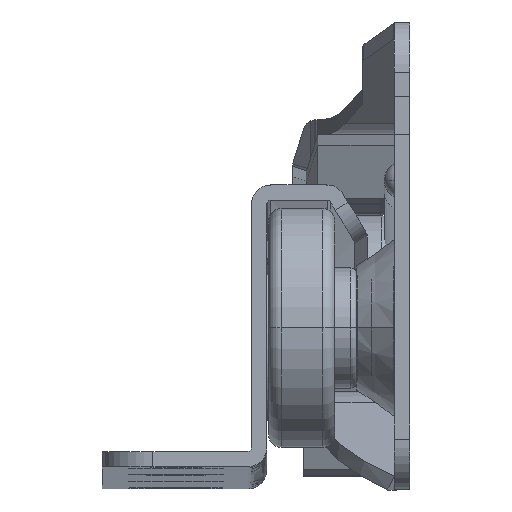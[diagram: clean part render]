
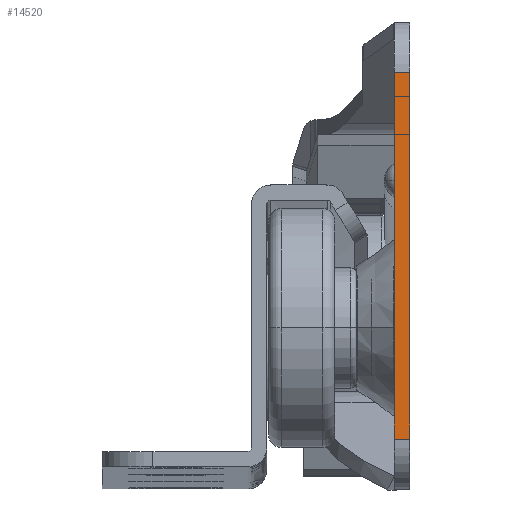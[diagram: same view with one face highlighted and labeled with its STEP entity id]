
A CAD part, top view. The second image highlights one B-rep face of the part: STEP entity #14520.
In plain terms, the highlighted planar face has unit normal (0, 0, 1).
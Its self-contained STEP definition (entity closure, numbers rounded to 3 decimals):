
#850 = CARTESIAN_POINT ( 'NONE',  ( -1.2, -14., 0. ) ) ;
#1083 = CARTESIAN_POINT ( 'NONE',  ( -1.2, 15., 0. ) ) ;
#1497 = EDGE_LOOP ( 'NONE', ( #6830, #12823, #5966, #6235 ) ) ;
#2227 = DIRECTION ( 'NONE',  ( 1., 0., 0. ) ) ;
#3135 = VECTOR ( 'NONE', #6488, 1000. ) ;
#4591 = DIRECTION ( 'NONE',  ( 0., 0., 1. ) ) ;
#5279 = VECTOR ( 'NONE', #2227, 1000. ) ;
#5805 = FACE_OUTER_BOUND ( 'NONE', #1497, .T. ) ;
#5966 = ORIENTED_EDGE ( 'NONE', *, *, #9039, .F. ) ;
#6116 = EDGE_CURVE ( 'NONE', #8018, #12219, #12421, .T. ) ;
#6235 = ORIENTED_EDGE ( 'NONE', *, *, #8309, .T. ) ;
#6488 = DIRECTION ( 'NONE',  ( 0., -1., 0. ) ) ;
#6773 = CARTESIAN_POINT ( 'NONE',  ( -1.2, -18., 0. ) ) ;
#6830 = ORIENTED_EDGE ( 'NONE', *, *, #11769, .T. ) ;
#7478 = CARTESIAN_POINT ( 'NONE',  ( 0., -18., 0. ) ) ;
#8018 = VERTEX_POINT ( 'NONE', #8534 ) ;
#8309 = EDGE_CURVE ( 'NONE', #9513, #12354, #10294, .T. ) ;
#8534 = CARTESIAN_POINT ( 'NONE',  ( -1.2, -14., 0. ) ) ;
#8865 = DIRECTION ( 'NONE',  ( -1., 0., 0. ) ) ;
#9039 = EDGE_CURVE ( 'NONE', #9513, #12219, #11167, .T. ) ;
#9513 = VERTEX_POINT ( 'NONE', #10211 ) ;
#10211 = CARTESIAN_POINT ( 'NONE',  ( 0., 15., 0. ) ) ;
#10294 = LINE ( 'NONE', #1083, #10647 ) ;
#10647 = VECTOR ( 'NONE', #8865, 1000. ) ;
#11026 = CARTESIAN_POINT ( 'NONE',  ( -1.2, -18., 0. ) ) ;
#11167 = LINE ( 'NONE', #7478, #3135 ) ;
#11319 = LINE ( 'NONE', #11026, #12786 ) ;
#11608 = PLANE ( 'NONE',  #13247 ) ;
#11769 = EDGE_CURVE ( 'NONE', #12354, #8018, #11319, .T. ) ;
#12219 = VERTEX_POINT ( 'NONE', #13125 ) ;
#12348 = CARTESIAN_POINT ( 'NONE',  ( -1.2, 15., 0. ) ) ;
#12354 = VERTEX_POINT ( 'NONE', #12348 ) ;
#12421 = LINE ( 'NONE', #850, #5279 ) ;
#12522 = DIRECTION ( 'NONE',  ( 1., 0., 0. ) ) ;
#12786 = VECTOR ( 'NONE', #14584, 1000. ) ;
#12823 = ORIENTED_EDGE ( 'NONE', *, *, #6116, .T. ) ;
#13125 = CARTESIAN_POINT ( 'NONE',  ( 0., -14., 0. ) ) ;
#13247 = AXIS2_PLACEMENT_3D ( 'NONE', #6773, #4591, #12522 ) ;
#14520 = ADVANCED_FACE ( 'NONE', ( #5805 ), #11608, .T. ) ;
#14584 = DIRECTION ( 'NONE',  ( 0., -1., 0. ) ) ;
